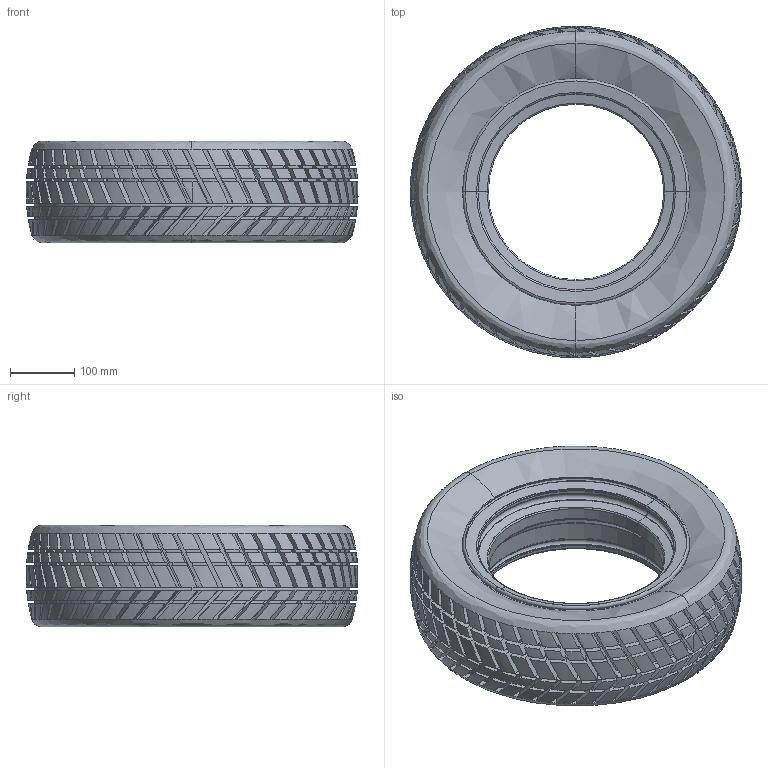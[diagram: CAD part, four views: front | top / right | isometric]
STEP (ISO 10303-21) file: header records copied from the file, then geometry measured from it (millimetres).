
FILE_DESCRIPTION (( 'STEP AP203' ), '1' );
FILE_NAME ('Innova Crysta Tire Design Attempt 2_Default_sldprt.STEP', '2023-03-14T11:05:25', ( '' ), ( '' ), 'SwSTEP 2.0', 'SolidWorks 2021', '' );
FILE_SCHEMA (( 'CONFIG_CONTROL_DESIGN' ));
Length unit declared in the file: millimetre
Products named in the file (1): Innova Crysta Tire Design Attempt 2_Default_sldprt
Bounding box: 516.76 x 516.72 x 158.04 mm (x, y, z)
Volume: 6947055.5 mm3; surface area: 1592771.4 mm2
Topology: 2 solids, 2 shells, 1331 faces, 3686 edges, 2356 vertices
Faces by surface type: plane 851, bspline 221, cylinder 179, torus 54, cone 26
Entity records: 45391 total; most frequent: CARTESIAN_POINT 13459, ORIENTED_EDGE 7372, DIRECTION 6179, EDGE_CURVE 3686, VERTEX_POINT 2356, AXIS2_PLACEMENT_3D 2312, LINE 1555, VECTOR 1555
